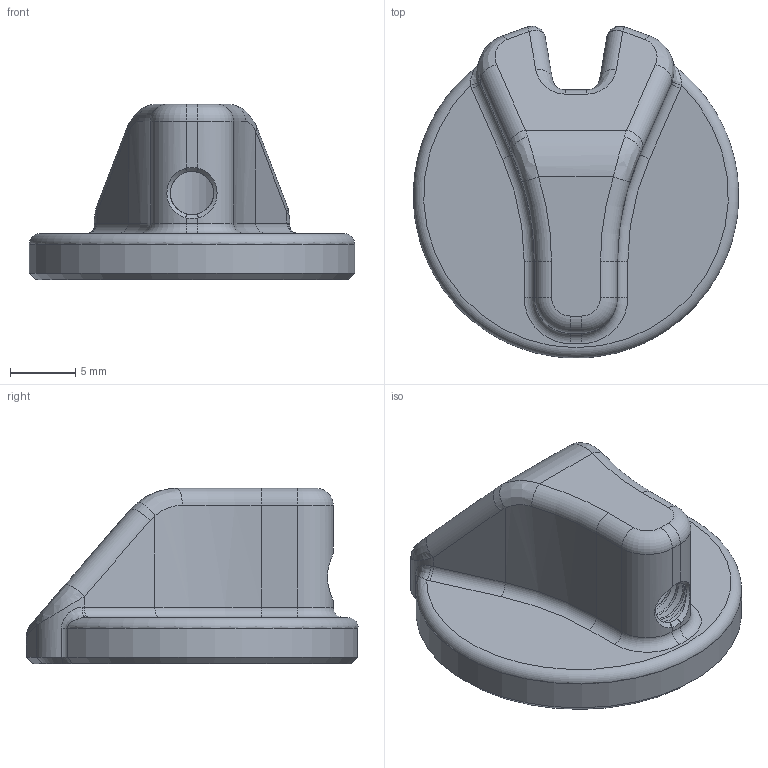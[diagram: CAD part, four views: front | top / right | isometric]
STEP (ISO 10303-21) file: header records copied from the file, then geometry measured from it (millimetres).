
FILE_DESCRIPTION(/* description */ (''),/* implementation_level */ '2;1');
FILE_NAME(/* name */ 'Rotary Knob.step',/* time_stamp */ '2020-07-02T20:48:20-05:00',/* author */ (''),/* organization */ (''),/* preprocessor_version */ 'ST-DEVELOPER v18.1',/* originating_system */ 'Autodesk Translation Framework v9.3.0.1241',/* authorisation */ '');
FILE_SCHEMA (('AUTOMOTIVE_DESIGN { 1 0 10303 214 3 1 1 }'));
Length unit declared in the file: millimetre
Products named in the file (1): Rotary Knob
Bounding box: 24.97 x 25.5 x 13.47 mm (x, y, z)
Volume: 2614.2 mm3; surface area: 2013.5 mm2
Topology: 1 solids, 1 shells, 125 faces, 311 edges, 186 vertices
Faces by surface type: cylinder 55, bspline 25, plane 22, cone 12, torus 11
Full cylindrical faces by diameter (mm): 3.332 x5, 4.109 x4, 6.5 x1, 9.5 x1
Entity records: 5660 total; most frequent: CARTESIAN_POINT 2835, ORIENTED_EDGE 618, DIRECTION 532, EDGE_CURVE 309, AXIS2_PLACEMENT_3D 209, VERTEX_POINT 186, EDGE_LOOP 127, FACE_OUTER_BOUND 125
